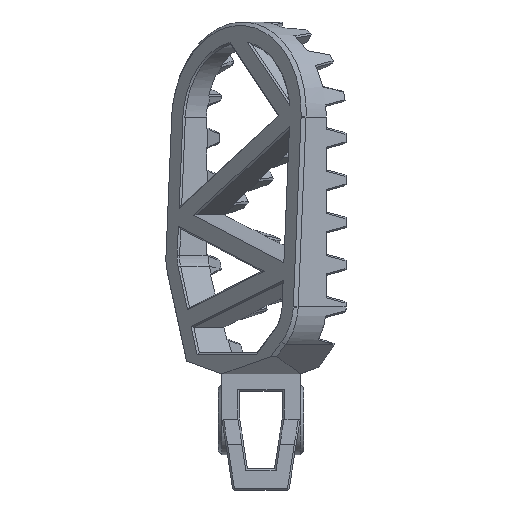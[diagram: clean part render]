
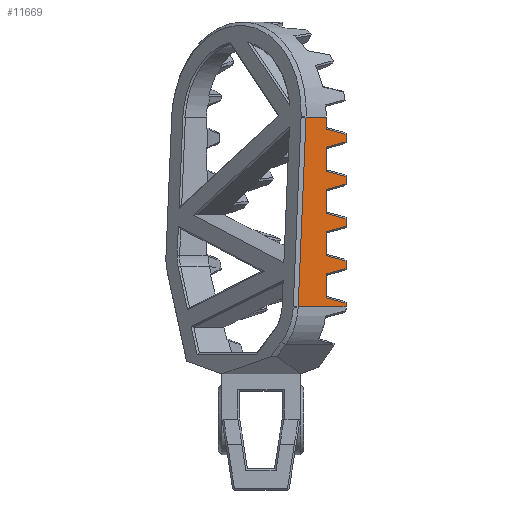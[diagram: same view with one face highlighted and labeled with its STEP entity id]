
A CAD part, front view. The second image highlights one B-rep face of the part: STEP entity #11669.
In plain terms, the highlighted planar face has unit normal (0.707, -0.707, 0).
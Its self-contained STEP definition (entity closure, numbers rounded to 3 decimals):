
#553=B_SPLINE_CURVE_WITH_KNOTS('',3,(#20123,#20124,#20125,#20126),
 .UNSPECIFIED.,.F.,.F.,(4,4),(4.71,4.712),
 .UNSPECIFIED.);
#1082=FACE_OUTER_BOUND('',#1683,.T.);
#1683=EDGE_LOOP('',(#10070,#10071,#10072,#10073,#10074,#10075,#10076,#10077,
#10078,#10079,#10080,#10081,#10082,#10083,#10084,#10085,#10086,#10087,#10088,
#10089,#10090,#10091,#10092));
#2278=LINE('',#17382,#3561);
#2305=LINE('',#17437,#3588);
#2332=LINE('',#17492,#3615);
#2359=LINE('',#17547,#3642);
#2778=LINE('',#19083,#4061);
#2781=LINE('',#19088,#4064);
#2782=LINE('',#19091,#4065);
#2785=LINE('',#19096,#4068);
#2786=LINE('',#19099,#4069);
#2789=LINE('',#19104,#4072);
#2790=LINE('',#19107,#4073);
#2793=LINE('',#19112,#4076);
#2794=LINE('',#19115,#4077);
#2797=LINE('',#19120,#4080);
#2799=LINE('',#19265,#4082);
#2800=LINE('',#19267,#4083);
#2802=LINE('',#19270,#4085);
#2804=LINE('',#19273,#4087);
#2806=LINE('',#19276,#4089);
#2834=LINE('',#19555,#4117);
#2909=LINE('',#20043,#4192);
#2921=LINE('',#20219,#4204);
#3561=VECTOR('',#13316,10.);
#3588=VECTOR('',#13357,10.);
#3615=VECTOR('',#13398,10.);
#3642=VECTOR('',#13439,10.);
#4061=VECTOR('',#14262,10.);
#4064=VECTOR('',#14267,10.);
#4065=VECTOR('',#14270,10.);
#4068=VECTOR('',#14275,10.);
#4069=VECTOR('',#14278,10.);
#4072=VECTOR('',#14283,10.);
#4073=VECTOR('',#14286,10.);
#4076=VECTOR('',#14291,10.);
#4077=VECTOR('',#14294,10.);
#4080=VECTOR('',#14299,10.);
#4082=VECTOR('',#14333,10.);
#4083=VECTOR('',#14336,10.);
#4085=VECTOR('',#14340,10.);
#4087=VECTOR('',#14344,10.);
#4089=VECTOR('',#14348,10.);
#4117=VECTOR('',#14464,10.);
#4192=VECTOR('',#14597,10.);
#4204=VECTOR('',#14617,10.);
#4915=VERTEX_POINT('',#17379);
#4916=VERTEX_POINT('',#17381);
#4936=VERTEX_POINT('',#17434);
#4937=VERTEX_POINT('',#17436);
#4957=VERTEX_POINT('',#17489);
#4958=VERTEX_POINT('',#17491);
#4978=VERTEX_POINT('',#17544);
#4979=VERTEX_POINT('',#17546);
#5279=VERTEX_POINT('',#19080);
#5280=VERTEX_POINT('',#19082);
#5281=VERTEX_POINT('',#19086);
#5282=VERTEX_POINT('',#19090);
#5283=VERTEX_POINT('',#19094);
#5284=VERTEX_POINT('',#19098);
#5285=VERTEX_POINT('',#19102);
#5286=VERTEX_POINT('',#19106);
#5287=VERTEX_POINT('',#19110);
#5288=VERTEX_POINT('',#19114);
#5289=VERTEX_POINT('',#19118);
#5297=VERTEX_POINT('',#19261);
#5322=VERTEX_POINT('',#19544);
#5377=VERTEX_POINT('',#20040);
#5378=VERTEX_POINT('',#20042);
#6189=EDGE_CURVE('',#4916,#4915,#2278,.T.);
#6216=EDGE_CURVE('',#4937,#4936,#2305,.T.);
#6243=EDGE_CURVE('',#4958,#4957,#2332,.T.);
#6270=EDGE_CURVE('',#4979,#4978,#2359,.T.);
#6814=EDGE_CURVE('',#5280,#5279,#2778,.T.);
#6817=EDGE_CURVE('',#5279,#5281,#2781,.T.);
#6818=EDGE_CURVE('',#5282,#4979,#2782,.T.);
#6821=EDGE_CURVE('',#4978,#5283,#2785,.T.);
#6822=EDGE_CURVE('',#5284,#4958,#2786,.T.);
#6825=EDGE_CURVE('',#4957,#5285,#2789,.T.);
#6826=EDGE_CURVE('',#5286,#4937,#2790,.T.);
#6829=EDGE_CURVE('',#4936,#5287,#2793,.T.);
#6830=EDGE_CURVE('',#5288,#4916,#2794,.T.);
#6833=EDGE_CURVE('',#4915,#5289,#2797,.T.);
#6855=EDGE_CURVE('',#5289,#5297,#2799,.T.);
#6856=EDGE_CURVE('',#5287,#5288,#2800,.T.);
#6858=EDGE_CURVE('',#5285,#5286,#2802,.T.);
#6860=EDGE_CURVE('',#5283,#5284,#2804,.T.);
#6862=EDGE_CURVE('',#5281,#5282,#2806,.T.);
#6922=EDGE_CURVE('',#5297,#5322,#2834,.T.);
#7021=EDGE_CURVE('',#5378,#5377,#2909,.T.);
#7026=EDGE_CURVE('',#5322,#5378,#553,.T.);
#7038=EDGE_CURVE('',#5280,#5377,#2921,.T.);
#10070=ORIENTED_EDGE('',*,*,#6814,.T.);
#10071=ORIENTED_EDGE('',*,*,#6817,.T.);
#10072=ORIENTED_EDGE('',*,*,#6862,.T.);
#10073=ORIENTED_EDGE('',*,*,#6818,.T.);
#10074=ORIENTED_EDGE('',*,*,#6270,.T.);
#10075=ORIENTED_EDGE('',*,*,#6821,.T.);
#10076=ORIENTED_EDGE('',*,*,#6860,.T.);
#10077=ORIENTED_EDGE('',*,*,#6822,.T.);
#10078=ORIENTED_EDGE('',*,*,#6243,.T.);
#10079=ORIENTED_EDGE('',*,*,#6825,.T.);
#10080=ORIENTED_EDGE('',*,*,#6858,.T.);
#10081=ORIENTED_EDGE('',*,*,#6826,.T.);
#10082=ORIENTED_EDGE('',*,*,#6216,.T.);
#10083=ORIENTED_EDGE('',*,*,#6829,.T.);
#10084=ORIENTED_EDGE('',*,*,#6856,.T.);
#10085=ORIENTED_EDGE('',*,*,#6830,.T.);
#10086=ORIENTED_EDGE('',*,*,#6189,.T.);
#10087=ORIENTED_EDGE('',*,*,#6833,.T.);
#10088=ORIENTED_EDGE('',*,*,#6855,.T.);
#10089=ORIENTED_EDGE('',*,*,#6922,.T.);
#10090=ORIENTED_EDGE('',*,*,#7026,.T.);
#10091=ORIENTED_EDGE('',*,*,#7021,.T.);
#10092=ORIENTED_EDGE('',*,*,#7038,.F.);
#11096=PLANE('',#12326);
#11669=ADVANCED_FACE('',(#1082),#11096,.F.);
#12326=AXIS2_PLACEMENT_3D('',#20220,#14618,#14619);
#13316=DIRECTION('',(0.,0.,1.));
#13357=DIRECTION('',(0.,0.,1.));
#13398=DIRECTION('',(0.,0.,1.));
#13439=DIRECTION('',(0.,0.,1.));
#14262=DIRECTION('',(0.,0.,1.));
#14267=DIRECTION('',(-0.695,-0.695,0.184));
#14270=DIRECTION('',(0.695,0.695,0.184));
#14275=DIRECTION('',(-0.695,-0.695,0.184));
#14278=DIRECTION('',(0.695,0.695,0.184));
#14283=DIRECTION('',(-0.695,-0.695,0.184));
#14286=DIRECTION('',(0.695,0.695,0.184));
#14291=DIRECTION('',(-0.695,-0.695,0.184));
#14294=DIRECTION('',(0.695,0.695,0.184));
#14299=DIRECTION('',(-0.695,-0.695,0.184));
#14333=DIRECTION('',(0.,0.,1.));
#14336=DIRECTION('',(0.,0.,1.));
#14340=DIRECTION('',(0.,0.,1.));
#14344=DIRECTION('',(0.,0.,1.));
#14348=DIRECTION('',(0.,0.,1.));
#14464=DIRECTION('',(-0.707,-0.707,0.));
#14597=DIRECTION('',(-0.041,-0.041,-0.998));
#14617=DIRECTION('',(-0.707,-0.707,0.));
#14618=DIRECTION('center_axis',(-0.707,0.707,0.));
#14619=DIRECTION('ref_axis',(0.,0.,-1.));
#17379=CARTESIAN_POINT('',(24.181,-15.102,81.085));
#17381=CARTESIAN_POINT('',(24.181,-15.102,78.928));
#17382=CARTESIAN_POINT('',(24.181,-15.102,49.5));
#17434=CARTESIAN_POINT('',(24.181,-15.102,69.098));
#17436=CARTESIAN_POINT('',(24.181,-15.102,66.928));
#17437=CARTESIAN_POINT('',(24.181,-15.102,49.5));
#17489=CARTESIAN_POINT('',(24.181,-15.102,57.098));
#17491=CARTESIAN_POINT('',(24.181,-15.102,54.928));
#17492=CARTESIAN_POINT('',(24.181,-15.102,49.5));
#17544=CARTESIAN_POINT('',(24.181,-15.102,45.098));
#17546=CARTESIAN_POINT('',(24.181,-15.102,42.928));
#17547=CARTESIAN_POINT('',(24.181,-15.102,49.5));
#19080=CARTESIAN_POINT('',(24.181,-15.102,33.098));
#19082=CARTESIAN_POINT('',(24.181,-15.102,32.013));
#19083=CARTESIAN_POINT('',(24.181,-15.102,49.5));
#19086=CARTESIAN_POINT('',(18.525,-20.759,34.598));
#19088=CARTESIAN_POINT('',(19.694,-19.589,34.288));
#19090=CARTESIAN_POINT('',(18.525,-20.759,41.428));
#19091=CARTESIAN_POINT('',(25.841,-13.443,43.368));
#19094=CARTESIAN_POINT('',(18.525,-20.759,46.598));
#19096=CARTESIAN_POINT('',(20.463,-18.821,46.084));
#19098=CARTESIAN_POINT('',(18.525,-20.759,53.428));
#19099=CARTESIAN_POINT('',(25.072,-14.212,55.164));
#19102=CARTESIAN_POINT('',(18.525,-20.759,58.598));
#19104=CARTESIAN_POINT('',(21.231,-18.052,57.881));
#19106=CARTESIAN_POINT('',(18.525,-20.759,65.428));
#19107=CARTESIAN_POINT('',(24.304,-14.98,66.961));
#19110=CARTESIAN_POINT('',(18.525,-20.759,70.598));
#19112=CARTESIAN_POINT('',(22.,-17.284,69.677));
#19114=CARTESIAN_POINT('',(18.525,-20.759,77.428));
#19115=CARTESIAN_POINT('',(23.535,-15.749,78.757));
#19118=CARTESIAN_POINT('',(18.525,-20.759,82.585));
#19120=CARTESIAN_POINT('',(22.767,-16.516,81.46));
#19261=CARTESIAN_POINT('',(18.525,-20.759,86.));
#19265=CARTESIAN_POINT('',(18.525,-20.759,74.5));
#19267=CARTESIAN_POINT('',(18.525,-20.759,81.507));
#19270=CARTESIAN_POINT('',(18.525,-20.759,75.507));
#19273=CARTESIAN_POINT('',(18.525,-20.759,69.507));
#19276=CARTESIAN_POINT('',(18.525,-20.759,74.5));
#19544=CARTESIAN_POINT('',(12.815,-26.469,86.));
#19555=CARTESIAN_POINT('',(24.535,-14.749,86.));
#20040=CARTESIAN_POINT('',(10.585,-28.698,32.013));
#20042=CARTESIAN_POINT('',(12.812,-26.471,85.942));
#20043=CARTESIAN_POINT('',(13.391,-25.893,99.953));
#20123=CARTESIAN_POINT('Ctrl Pts',(12.815,-26.469,86.));
#20124=CARTESIAN_POINT('Ctrl Pts',(12.814,-26.47,85.981));
#20125=CARTESIAN_POINT('Ctrl Pts',(12.813,-26.471,85.961));
#20126=CARTESIAN_POINT('Ctrl Pts',(12.812,-26.471,85.942));
#20219=CARTESIAN_POINT('',(24.535,-14.749,32.013));
#20220=CARTESIAN_POINT('Origin',(24.535,-14.749,86.));
